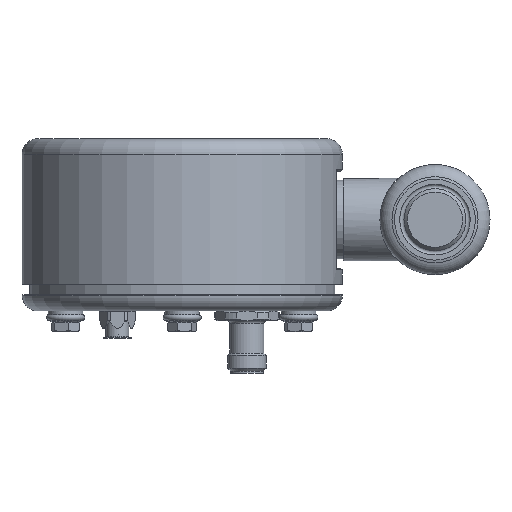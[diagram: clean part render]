
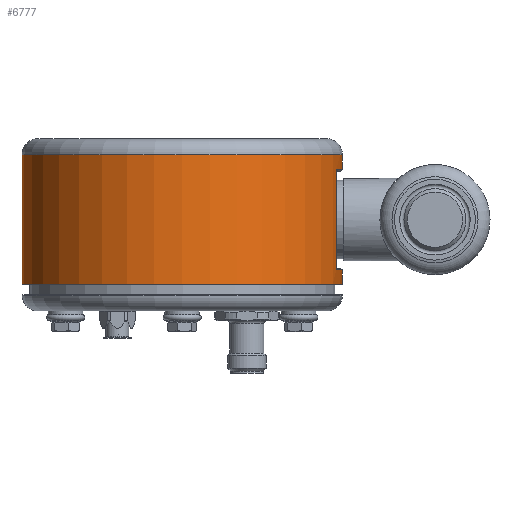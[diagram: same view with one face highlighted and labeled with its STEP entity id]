
A CAD part, left-side view. The second image highlights one B-rep face of the part: STEP entity #6777.
In plain terms, the highlighted cylindrical face has radius 49.5 mm (diameter 99 mm), a full revolution.
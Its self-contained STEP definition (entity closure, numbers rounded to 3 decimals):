
#746=FACE_OUTER_BOUND('',#1160,.T.);
#1160=EDGE_LOOP('',(#4795,#4796,#4797,#4798,#4799,#4800,#4801,#4802,#4803,
#4804,#4805,#4806,#4807));
#1593=CIRCLE('',#7332,49.5);
#1594=CIRCLE('',#7333,49.5);
#1604=CIRCLE('',#7348,49.5);
#1605=CIRCLE('',#7349,49.5);
#1606=CIRCLE('',#7350,49.5);
#1607=CIRCLE('',#7351,49.5);
#1608=CIRCLE('',#7352,49.5);
#1936=LINE('',#10649,#2319);
#1937=LINE('',#10653,#2320);
#1938=LINE('',#10656,#2321);
#1939=LINE('',#10660,#2322);
#2319=VECTOR('',#8447,49.5);
#2320=VECTOR('',#8450,10.);
#2321=VECTOR('',#8453,49.5);
#2322=VECTOR('',#8456,10.);
#2770=VERTEX_POINT('',#10621);
#2771=VERTEX_POINT('',#10622);
#2778=VERTEX_POINT('',#10646);
#2779=VERTEX_POINT('',#10648);
#2780=VERTEX_POINT('',#10650);
#2781=VERTEX_POINT('',#10652);
#2782=VERTEX_POINT('',#10654);
#2783=VERTEX_POINT('',#10657);
#2784=VERTEX_POINT('',#10659);
#3508=EDGE_CURVE('',#2770,#2771,#1593,.T.);
#3509=EDGE_CURVE('',#2771,#2770,#1594,.T.);
#3520=EDGE_CURVE('',#2778,#2778,#1604,.T.);
#3521=EDGE_CURVE('',#2778,#2779,#1936,.T.);
#3522=EDGE_CURVE('',#2780,#2779,#1605,.T.);
#3523=EDGE_CURVE('',#2780,#2781,#1937,.T.);
#3524=EDGE_CURVE('',#2782,#2781,#1606,.T.);
#3525=EDGE_CURVE('',#2782,#2770,#1938,.T.);
#3526=EDGE_CURVE('',#2783,#2782,#1607,.T.);
#3527=EDGE_CURVE('',#2783,#2784,#1939,.T.);
#3528=EDGE_CURVE('',#2779,#2784,#1608,.T.);
#4795=ORIENTED_EDGE('',*,*,#3520,.F.);
#4796=ORIENTED_EDGE('',*,*,#3521,.T.);
#4797=ORIENTED_EDGE('',*,*,#3522,.F.);
#4798=ORIENTED_EDGE('',*,*,#3523,.T.);
#4799=ORIENTED_EDGE('',*,*,#3524,.F.);
#4800=ORIENTED_EDGE('',*,*,#3525,.T.);
#4801=ORIENTED_EDGE('',*,*,#3508,.T.);
#4802=ORIENTED_EDGE('',*,*,#3509,.T.);
#4803=ORIENTED_EDGE('',*,*,#3525,.F.);
#4804=ORIENTED_EDGE('',*,*,#3526,.F.);
#4805=ORIENTED_EDGE('',*,*,#3527,.T.);
#4806=ORIENTED_EDGE('',*,*,#3528,.F.);
#4807=ORIENTED_EDGE('',*,*,#3521,.F.);
#6202=CYLINDRICAL_SURFACE('',#7347,49.5);
#6777=ADVANCED_FACE('',(#746),#6202,.T.);
#7332=AXIS2_PLACEMENT_3D('',#10623,#8412,#8413);
#7333=AXIS2_PLACEMENT_3D('',#10624,#8414,#8415);
#7347=AXIS2_PLACEMENT_3D('',#10645,#8443,#8444);
#7348=AXIS2_PLACEMENT_3D('',#10647,#8445,#8446);
#7349=AXIS2_PLACEMENT_3D('',#10651,#8448,#8449);
#7350=AXIS2_PLACEMENT_3D('',#10655,#8451,#8452);
#7351=AXIS2_PLACEMENT_3D('',#10658,#8454,#8455);
#7352=AXIS2_PLACEMENT_3D('',#10661,#8457,#8458);
#8412=DIRECTION('center_axis',(0.,0.,
-1.));
#8413=DIRECTION('ref_axis',(0.,1.,0.));
#8414=DIRECTION('center_axis',(0.,0.,
-1.));
#8415=DIRECTION('ref_axis',(0.,1.,0.));
#8443=DIRECTION('center_axis',(0.,0.,
-1.));
#8444=DIRECTION('ref_axis',(0.,1.,0.));
#8445=DIRECTION('center_axis',(0.,0.,
-1.));
#8446=DIRECTION('ref_axis',(0.,1.,0.));
#8447=DIRECTION('',(0.,0.,1.));
#8448=DIRECTION('center_axis',(0.,0.,
1.));
#8449=DIRECTION('ref_axis',(0.,-1.,0.));
#8450=DIRECTION('',(0.,0.,1.));
#8451=DIRECTION('center_axis',(0.,0.,
-1.));
#8452=DIRECTION('ref_axis',(0.,-1.,0.));
#8453=DIRECTION('',(0.,0.,1.));
#8454=DIRECTION('center_axis',(0.,0.,
-1.));
#8455=DIRECTION('ref_axis',(0.,-1.,0.));
#8456=DIRECTION('',(0.,0.,-1.));
#8457=DIRECTION('center_axis',(0.,0.,
1.));
#8458=DIRECTION('ref_axis',(0.,-1.,0.));
#10621=CARTESIAN_POINT('',(0.,28.6,20.1));
#10622=CARTESIAN_POINT('',(49.5,78.1,20.1));
#10623=CARTESIAN_POINT('Origin',(0.,78.1,20.1));
#10624=CARTESIAN_POINT('Origin',(0.,78.1,20.1));
#10645=CARTESIAN_POINT('Origin',(0.,78.1,0.05));
#10646=CARTESIAN_POINT('',(0.,28.6,-20.));
#10647=CARTESIAN_POINT('Origin',(0.,78.1,-20.));
#10648=CARTESIAN_POINT('',(0.,28.6,-15.5));
#10649=CARTESIAN_POINT('',(0.,28.6,0.05));
#10650=CARTESIAN_POINT('',(-13.583,30.5,-15.5));
#10651=CARTESIAN_POINT('Origin',(0.,78.1,-15.5));
#10652=CARTESIAN_POINT('',(-13.583,30.5,15.5));
#10653=CARTESIAN_POINT('',(-13.583,30.5,0.05));
#10654=CARTESIAN_POINT('',(0.,28.6,15.5));
#10655=CARTESIAN_POINT('Origin',(0.,78.1,15.5));
#10656=CARTESIAN_POINT('',(0.,28.6,0.05));
#10657=CARTESIAN_POINT('',(13.583,30.5,15.5));
#10658=CARTESIAN_POINT('Origin',(0.,78.1,15.5));
#10659=CARTESIAN_POINT('',(13.583,30.5,-15.5));
#10660=CARTESIAN_POINT('',(13.583,30.5,0.05));
#10661=CARTESIAN_POINT('Origin',(0.,78.1,-15.5));
